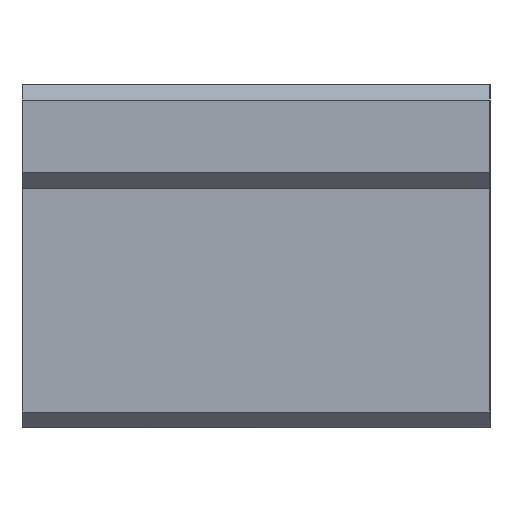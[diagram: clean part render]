
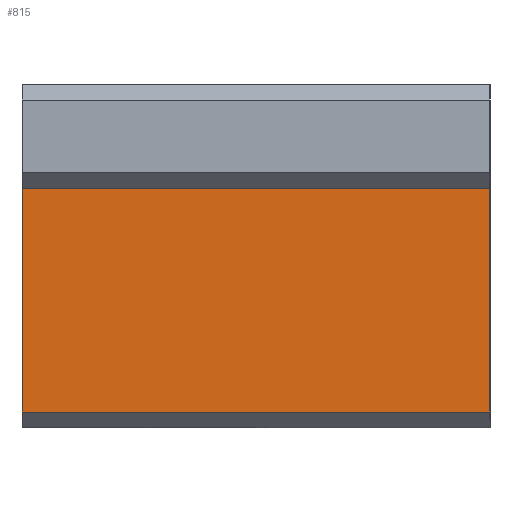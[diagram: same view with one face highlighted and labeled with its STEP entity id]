
A CAD part, left-side view. The second image highlights one B-rep face of the part: STEP entity #815.
In plain terms, the highlighted planar face has unit normal (-1, 0, 0).
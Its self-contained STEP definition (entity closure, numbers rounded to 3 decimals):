
#62=PLANE('',#891);
#105=FACE_OUTER_BOUND('',#152,.T.);
#152=EDGE_LOOP('',(#730,#731,#732,#733));
#209=LINE('',#1268,#302);
#243=LINE('',#1335,#336);
#244=LINE('',#1338,#337);
#245=LINE('',#1339,#338);
#302=VECTOR('',#1035,10.);
#336=VECTOR('',#1101,10.);
#337=VECTOR('',#1104,10.);
#338=VECTOR('',#1105,10.);
#413=VERTEX_POINT('',#1265);
#414=VERTEX_POINT('',#1267);
#431=VERTEX_POINT('',#1333);
#432=VERTEX_POINT('',#1337);
#505=EDGE_CURVE('',#413,#414,#209,.T.);
#539=EDGE_CURVE('',#413,#431,#243,.T.);
#540=EDGE_CURVE('',#432,#431,#244,.T.);
#541=EDGE_CURVE('',#414,#432,#245,.T.);
#730=ORIENTED_EDGE('',*,*,#505,.F.);
#731=ORIENTED_EDGE('',*,*,#539,.T.);
#732=ORIENTED_EDGE('',*,*,#540,.F.);
#733=ORIENTED_EDGE('',*,*,#541,.F.);
#815=ADVANCED_FACE('',(#105),#62,.T.);
#891=AXIS2_PLACEMENT_3D('',#1336,#1102,#1103);
#1035=DIRECTION('',(0.,0.,-1.));
#1101=DIRECTION('',(0.,1.,0.));
#1102=DIRECTION('center_axis',(-1.,0.,0.));
#1103=DIRECTION('ref_axis',(0.,0.,1.));
#1104=DIRECTION('',(0.,0.,1.));
#1105=DIRECTION('',(0.,1.,0.));
#1265=CARTESIAN_POINT('',(-21.,0.,10.));
#1267=CARTESIAN_POINT('',(-21.,0.,-11.5));
#1268=CARTESIAN_POINT('',(-21.,0.,10.));
#1333=CARTESIAN_POINT('',(-21.,45.,10.));
#1335=CARTESIAN_POINT('',(-21.,0.,10.));
#1336=CARTESIAN_POINT('Origin',(-21.,0.,-11.5));
#1337=CARTESIAN_POINT('',(-21.,45.,-11.5));
#1338=CARTESIAN_POINT('',(-21.,45.,10.));
#1339=CARTESIAN_POINT('',(-21.,0.,-11.5));
